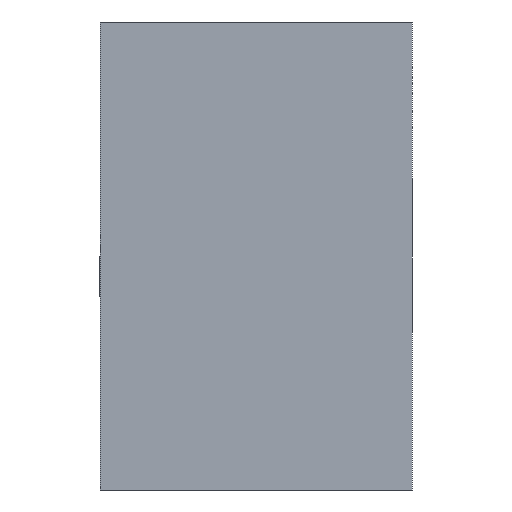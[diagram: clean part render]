
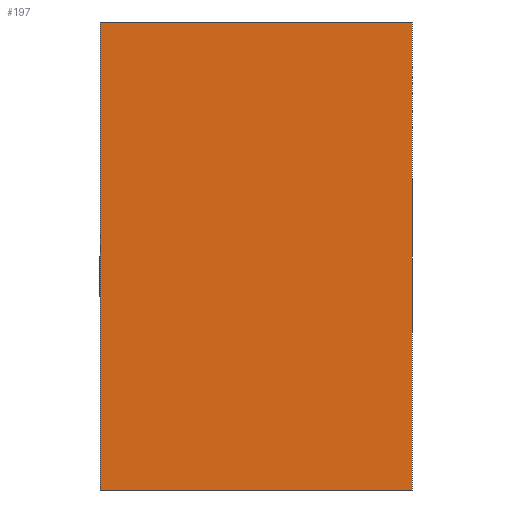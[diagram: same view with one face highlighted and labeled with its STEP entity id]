
A CAD part, front view. The second image highlights one B-rep face of the part: STEP entity #197.
In plain terms, the highlighted planar face has unit normal (0, -1, 0).
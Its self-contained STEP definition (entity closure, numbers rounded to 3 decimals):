
#30=FACE_OUTER_BOUND('',#41,.T.);
#41=EDGE_LOOP('',(#172,#173,#174,#175));
#52=LINE('',#334,#71);
#60=LINE('',#352,#79);
#62=LINE('',#356,#81);
#65=LINE('',#363,#84);
#71=VECTOR('',#236,10.);
#79=VECTOR('',#254,10.);
#81=VECTOR('',#258,10.);
#84=VECTOR('',#267,10.);
#93=VERTEX_POINT('',#331);
#94=VERTEX_POINT('',#333);
#99=VERTEX_POINT('',#351);
#100=VERTEX_POINT('',#355);
#112=EDGE_CURVE('',#94,#93,#52,.T.);
#121=EDGE_CURVE('',#99,#94,#60,.T.);
#123=EDGE_CURVE('',#100,#99,#62,.T.);
#127=EDGE_CURVE('',#100,#93,#65,.T.);
#172=ORIENTED_EDGE('',*,*,#112,.T.);
#173=ORIENTED_EDGE('',*,*,#127,.F.);
#174=ORIENTED_EDGE('',*,*,#123,.T.);
#175=ORIENTED_EDGE('',*,*,#121,.T.);
#186=PLANE('',#219);
#197=ADVANCED_FACE('',(#30),#186,.T.);
#219=AXIS2_PLACEMENT_3D('',#362,#265,#266);
#236=DIRECTION('',(0.,0.,1.));
#254=DIRECTION('',(1.,0.,0.));
#258=DIRECTION('',(0.,0.,-1.));
#265=DIRECTION('center_axis',(0.,-1.,0.));
#266=DIRECTION('ref_axis',(1.,0.,0.));
#267=DIRECTION('',(1.,0.,0.));
#331=CARTESIAN_POINT('',(20.,0.,10.));
#333=CARTESIAN_POINT('',(20.,0.,-20.));
#334=CARTESIAN_POINT('',(20.,0.,0.));
#351=CARTESIAN_POINT('',(0.,0.,-20.));
#352=CARTESIAN_POINT('',(15.,0.,-20.));
#355=CARTESIAN_POINT('',(0.,0.,10.));
#356=CARTESIAN_POINT('',(0.,0.,0.));
#362=CARTESIAN_POINT('Origin',(0.,0.,0.));
#363=CARTESIAN_POINT('',(0.,0.,10.));
